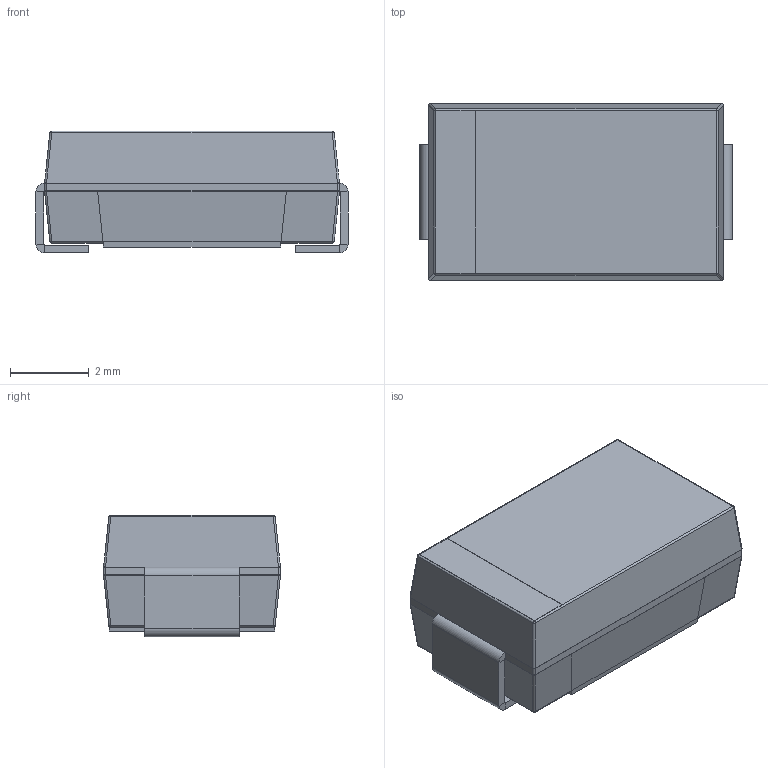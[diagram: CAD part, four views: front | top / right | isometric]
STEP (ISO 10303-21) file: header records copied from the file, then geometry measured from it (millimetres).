
FILE_DESCRIPTION(/* description */ (''),/* implementation_level */ '2;1');
FILE_NAME(/* name */ 'NOSD337M004R0100.step',/* time_stamp */ '2022-05-29T15:36:13-04:00',/* author */ (''),/* organization */ (''),/* preprocessor_version */ 'ST-DEVELOPER v19',/* originating_system */ 'Autodesk Translation Framework v11.7.0.108',/* authorisation */ '');
FILE_SCHEMA (('AUTOMOTIVE_DESIGN { 1 0 10303 214 3 1 1 }'));
Length unit declared in the file: millimetre
Products named in the file (4): NOSD337M004R0100; Body; Open CASCADE STEP translator 6.8 1.1.1; Lead
Assembly tree (4 placements, depth 3):
  NOSD337M004R0100
    Body
      Open CASCADE STEP translator 6.8 1.1.1
    Lead  x2
Bounding box: 7.94 x 4.5 x 3.1 mm (x, y, z)
Volume: 97.5 mm3; surface area: 172.3 mm2
Topology: 3 solids, 3 shells, 127 faces, 271 edges, 142 vertices
Faces by surface type: plane 73, cylinder 38, sphere 8, bspline 8
Entity records: 3605 total; most frequent: CARTESIAN_POINT 1291, DIRECTION 477, ORIENTED_EDGE 438, EDGE_CURVE 219, AXIS2_PLACEMENT_3D 169, LINE 139, VECTOR 139, VERTEX_POINT 118
